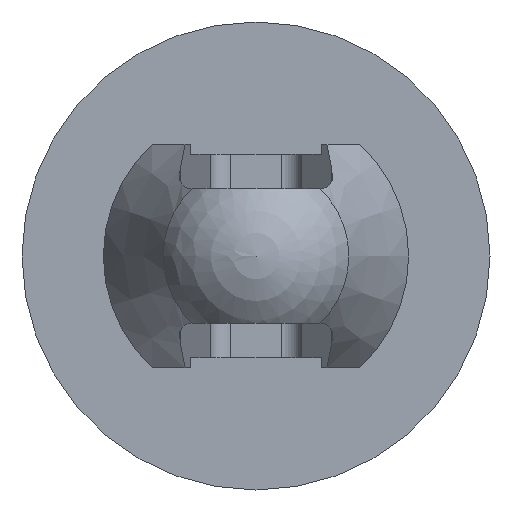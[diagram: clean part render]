
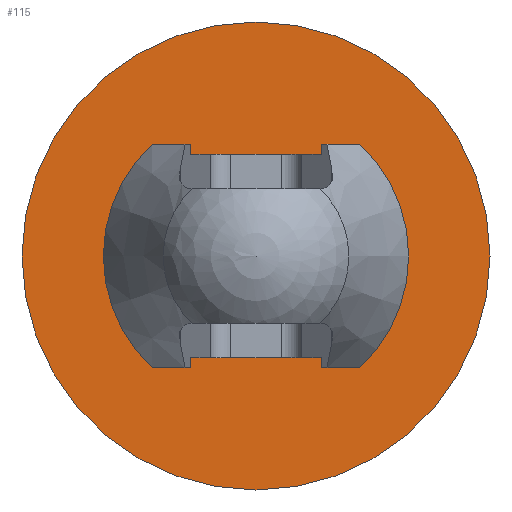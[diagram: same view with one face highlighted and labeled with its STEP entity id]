
A CAD part, front view. The second image highlights one B-rep face of the part: STEP entity #115.
In plain terms, the highlighted planar face has unit normal (0, -1, 0).
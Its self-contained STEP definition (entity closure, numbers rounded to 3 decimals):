
#115 = ADVANCED_FACE( '', ( #242, #243 ), #244, .F. );
#242 = FACE_BOUND( '', #377, .T. );
#243 = FACE_OUTER_BOUND( '', #378, .T. );
#244 = PLANE( '', #379 );
#377 = EDGE_LOOP( '', ( #675, #676, #677, #678 ) );
#378 = EDGE_LOOP( '', ( #679 ) );
#379 = AXIS2_PLACEMENT_3D( '', #680, #681, #682 );
#675 = ORIENTED_EDGE( '', *, *, #957, .F. );
#676 = ORIENTED_EDGE( '', *, *, #948, .F. );
#677 = ORIENTED_EDGE( '', *, *, #942, .T. );
#678 = ORIENTED_EDGE( '', *, *, #924, .F. );
#679 = ORIENTED_EDGE( '', *, *, #876, .T. );
#680 = CARTESIAN_POINT( '', ( -2.3, -4.5, 0. ) );
#681 = DIRECTION( '', ( 0., 1., 0. ) );
#682 = DIRECTION( '', ( -1., 0., 0. ) );
#876 = EDGE_CURVE( '', #1068, #1068, #1069, .T. );
#924 = EDGE_CURVE( '', #1139, #1141, #1142, .T. );
#942 = EDGE_CURVE( '', #1171, #1141, #1172, .T. );
#948 = EDGE_CURVE( '', #1171, #1181, #1182, .T. );
#957 = EDGE_CURVE( '', #1181, #1139, #1193, .T. );
#1068 = VERTEX_POINT( '', #1340 );
#1069 = CIRCLE( '', #1341, 2.3 );
#1139 = VERTEX_POINT( '', #1479 );
#1141 = VERTEX_POINT( '', #1482 );
#1142 = CIRCLE( '', #1483, 1.25 );
#1171 = VERTEX_POINT( '', #1524 );
#1172 = LINE( '', #1525, #1526 );
#1181 = VERTEX_POINT( '', #1538 );
#1182 = CIRCLE( '', #1539, 1.25 );
#1193 = LINE( '', #1553, #1554 );
#1340 = CARTESIAN_POINT( '', ( 2.3, -4.5, 0. ) );
#1341 = AXIS2_PLACEMENT_3D( '', #1693, #1694, #1695 );
#1479 = CARTESIAN_POINT( '', ( -0.75, -4.5, 1. ) );
#1482 = CARTESIAN_POINT( '', ( -0.75, -4.5, -1. ) );
#1483 = AXIS2_PLACEMENT_3D( '', #1738, #1739, #1740 );
#1524 = CARTESIAN_POINT( '', ( 0.75, -4.5, -1. ) );
#1525 = CARTESIAN_POINT( '', ( 2.5, -4.5, -1. ) );
#1526 = VECTOR( '', #1759, 1000. );
#1538 = CARTESIAN_POINT( '', ( 0.75, -4.5, 1. ) );
#1539 = AXIS2_PLACEMENT_3D( '', #1766, #1767, #1768 );
#1553 = CARTESIAN_POINT( '', ( 2.5, -4.5, 1. ) );
#1554 = VECTOR( '', #1778, 1000. );
#1693 = CARTESIAN_POINT( '', ( 0., -4.5, 0. ) );
#1694 = DIRECTION( '', ( 0., -1., 0. ) );
#1695 = DIRECTION( '', ( 1., 0., 0. ) );
#1738 = CARTESIAN_POINT( '', ( 0., -4.5, 0. ) );
#1739 = DIRECTION( '', ( 0., -1., 0. ) );
#1740 = DIRECTION( '', ( 1., 0., 0. ) );
#1759 = DIRECTION( '', ( -1., 0., 0. ) );
#1766 = CARTESIAN_POINT( '', ( 0., -4.5, 0. ) );
#1767 = DIRECTION( '', ( 0., -1., 0. ) );
#1768 = DIRECTION( '', ( 1., 0., 0. ) );
#1778 = DIRECTION( '', ( -1., 0., 0. ) );
